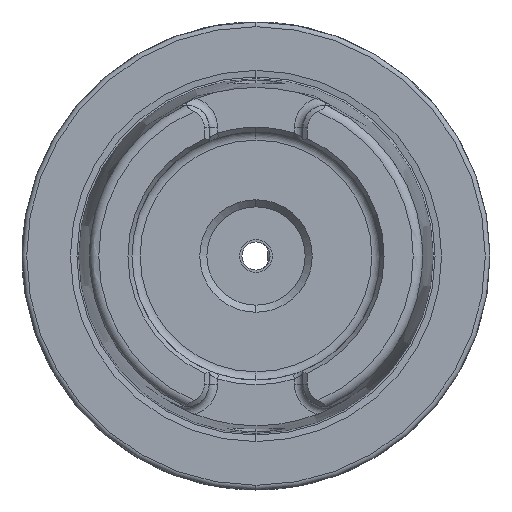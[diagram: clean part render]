
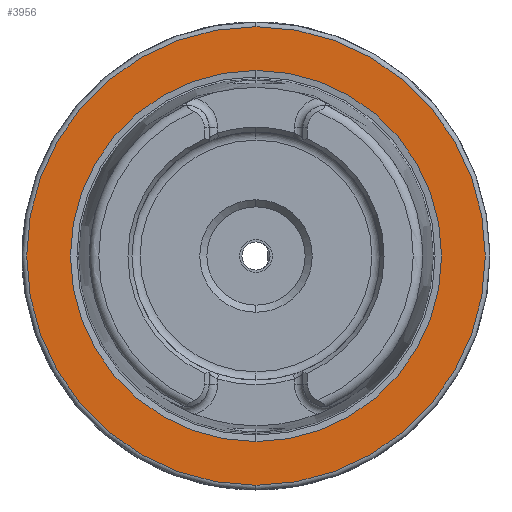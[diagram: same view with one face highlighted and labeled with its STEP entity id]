
A CAD part, left-side view. The second image highlights one B-rep face of the part: STEP entity #3956.
In plain terms, the highlighted planar face has unit normal (-1, 0, 0).
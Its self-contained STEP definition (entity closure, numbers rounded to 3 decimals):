
#744 = CARTESIAN_POINT ( 'NONE',  ( 0., 0., 39.647 ) ) ;
#751 = AXIS2_PLACEMENT_3D ( 'NONE', #773, #752, #763 ) ;
#752 = DIRECTION ( 'NONE',  ( 1., 0., 0. ) ) ;
#756 = CARTESIAN_POINT ( 'NONE',  ( 0., 0., 49. ) ) ;
#757 = CIRCLE ( 'NONE', #751, 49. ) ;
#761 = CARTESIAN_POINT ( 'NONE',  ( 0., 0., -49. ) ) ;
#763 = DIRECTION ( 'NONE',  ( 0., 0., -1. ) ) ;
#773 = CARTESIAN_POINT ( 'NONE',  ( 0., 0., 0. ) ) ;
#3136 = VERTEX_POINT ( 'NONE', #3458 ) ;
#3143 = EDGE_CURVE ( 'NONE', #3214, #3136, #3452, .T. ) ;
#3210 = EDGE_CURVE ( 'NONE', #3211, #3212, #757, .T. ) ;
#3211 = VERTEX_POINT ( 'NONE', #761 ) ;
#3212 = VERTEX_POINT ( 'NONE', #756 ) ;
#3214 = VERTEX_POINT ( 'NONE', #744 ) ;
#3450 = CARTESIAN_POINT ( 'NONE',  ( 0., 0., 0. ) ) ;
#3451 = AXIS2_PLACEMENT_3D ( 'NONE', #3450, #3460, #3459 ) ;
#3452 = CIRCLE ( 'NONE', #3451, 39.647 ) ;
#3458 = CARTESIAN_POINT ( 'NONE',  ( 0., 0., -39.647 ) ) ;
#3459 = DIRECTION ( 'NONE',  ( 0., 0., -1. ) ) ;
#3460 = DIRECTION ( 'NONE',  ( 1., 0., 0. ) ) ;
#3956 = ADVANCED_FACE ( 'NONE', ( #6053, #6060 ), #6052, .T. ) ;
#3957 = ORIENTED_EDGE ( 'NONE', *, *, #3143, .T. ) ;
#3958 = ORIENTED_EDGE ( 'NONE', *, *, #3962, .T. ) ;
#3962 = EDGE_CURVE ( 'NONE', #3136, #3214, #6082, .T. ) ;
#3972 = EDGE_LOOP ( 'NONE', ( #4003, #4020 ) ) ;
#3975 = EDGE_CURVE ( 'NONE', #3212, #3211, #6044, .T. ) ;
#3978 = EDGE_LOOP ( 'NONE', ( #3957, #3958 ) ) ;
#4003 = ORIENTED_EDGE ( 'NONE', *, *, #3210, .F. ) ;
#4020 = ORIENTED_EDGE ( 'NONE', *, *, #3975, .F. ) ;
#6044 = CIRCLE ( 'NONE', #6075, 49. ) ;
#6052 = PLANE ( 'NONE',  #6071 ) ;
#6053 = FACE_BOUND ( 'NONE', #3978, .T. ) ;
#6058 = DIRECTION ( 'NONE',  ( 0., 0., 1. ) ) ;
#6059 = DIRECTION ( 'NONE',  ( -1., 0., 0. ) ) ;
#6060 = FACE_OUTER_BOUND ( 'NONE', #3972, .T. ) ;
#6070 = CARTESIAN_POINT ( 'NONE',  ( 0., 39.647, 0. ) ) ;
#6071 = AXIS2_PLACEMENT_3D ( 'NONE', #6070, #6059, #6058 ) ;
#6072 = DIRECTION ( 'NONE',  ( 0., 0., -1. ) ) ;
#6073 = DIRECTION ( 'NONE',  ( 1., 0., 0. ) ) ;
#6074 = CARTESIAN_POINT ( 'NONE',  ( 0., 0., 0. ) ) ;
#6075 = AXIS2_PLACEMENT_3D ( 'NONE', #6074, #6073, #6072 ) ;
#6078 = DIRECTION ( 'NONE',  ( 0., 0., -1. ) ) ;
#6079 = DIRECTION ( 'NONE',  ( 1., 0., 0. ) ) ;
#6080 = CARTESIAN_POINT ( 'NONE',  ( 0., 0., 0. ) ) ;
#6081 = AXIS2_PLACEMENT_3D ( 'NONE', #6080, #6079, #6078 ) ;
#6082 = CIRCLE ( 'NONE', #6081, 39.647 ) ;
